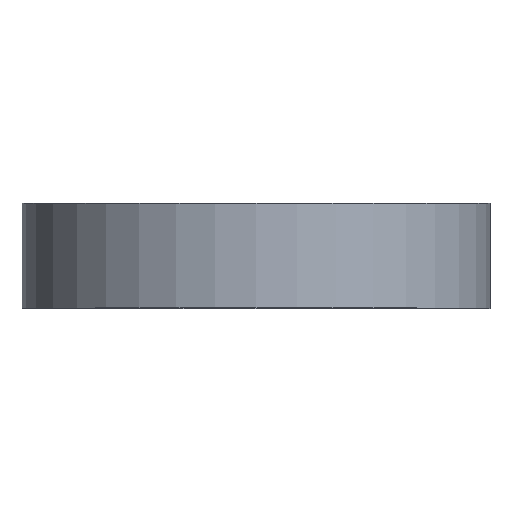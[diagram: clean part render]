
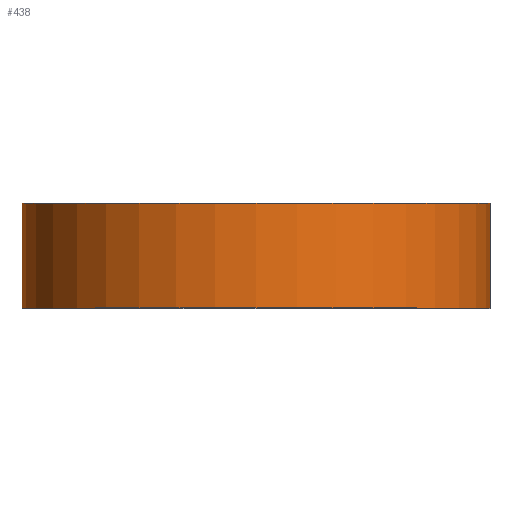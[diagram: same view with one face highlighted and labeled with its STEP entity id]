
A CAD part, top view. The second image highlights one B-rep face of the part: STEP entity #438.
In plain terms, the highlighted cylindrical face has radius 49.632 mm (diameter 99.263 mm), a partial arc.
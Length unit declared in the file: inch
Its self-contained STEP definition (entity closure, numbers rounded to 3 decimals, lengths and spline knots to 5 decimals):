
#13 = ORIENTED_EDGE ( 'NONE', *, *, #319, .T. ) ;
#27 = VERTEX_POINT ( 'NONE', #440 ) ;
#33 = AXIS2_PLACEMENT_3D ( 'NONE', #64, #116, #716 ) ;
#48 = ORIENTED_EDGE ( 'NONE', *, *, #602, .F. ) ;
#64 = CARTESIAN_POINT ( 'NONE',  ( 0., 0.4375, 0. ) ) ;
#78 = DIRECTION ( 'NONE',  ( 0., 1., 0. ) ) ;
#116 = DIRECTION ( 'NONE',  ( 0., 1., 0. ) ) ;
#131 = CYLINDRICAL_SURFACE ( 'NONE', #661, 1.954 ) ;
#157 = DIRECTION ( 'NONE',  ( 1., 0., 0. ) ) ;
#160 = VECTOR ( 'NONE', #601, 39.37008 ) ;
#162 = LINE ( 'NONE', #614, #160 ) ;
#165 = CARTESIAN_POINT ( 'NONE',  ( 1.954, 0.4375, 0. ) ) ;
#169 = FACE_OUTER_BOUND ( 'NONE', #693, .T. ) ;
#219 = CARTESIAN_POINT ( 'NONE',  ( 0., -0.4375, -1.954 ) ) ;
#223 = AXIS2_PLACEMENT_3D ( 'NONE', #624, #78, #157 ) ;
#227 = CIRCLE ( 'NONE', #223, 1.954 ) ;
#236 = CARTESIAN_POINT ( 'NONE',  ( 1.954, 0.4375, 0. ) ) ;
#309 = CARTESIAN_POINT ( 'NONE',  ( 0., 0.4375, -1.954 ) ) ;
#319 = EDGE_CURVE ( 'NONE', #366, #27, #227, .T. ) ;
#361 = VERTEX_POINT ( 'NONE', #236 ) ;
#366 = VERTEX_POINT ( 'NONE', #219 ) ;
#435 = EDGE_CURVE ( 'NONE', #542, #366, #162, .T. ) ;
#438 = ADVANCED_FACE ( 'NONE', ( #169 ), #131, .T. ) ;
#440 = CARTESIAN_POINT ( 'NONE',  ( 1.954, -0.4375, 0. ) ) ;
#479 = ORIENTED_EDGE ( 'NONE', *, *, #596, .F. ) ;
#542 = VERTEX_POINT ( 'NONE', #309 ) ;
#567 = DIRECTION ( 'NONE',  ( 0., -1., 0. ) ) ;
#594 = ORIENTED_EDGE ( 'NONE', *, *, #435, .T. ) ;
#596 = EDGE_CURVE ( 'NONE', #542, #361, #695, .T. ) ;
#601 = DIRECTION ( 'NONE',  ( 0., -1., 0. ) ) ;
#602 = EDGE_CURVE ( 'NONE', #361, #27, #686, .T. ) ;
#614 = CARTESIAN_POINT ( 'NONE',  ( 0., 0.4375, -1.954 ) ) ;
#624 = CARTESIAN_POINT ( 'NONE',  ( 0., -0.4375, 0. ) ) ;
#629 = DIRECTION ( 'NONE',  ( 0., 0., -1. ) ) ;
#641 = CARTESIAN_POINT ( 'NONE',  ( 0., 0.4375, 0. ) ) ;
#661 = AXIS2_PLACEMENT_3D ( 'NONE', #641, #567, #629 ) ;
#685 = VECTOR ( 'NONE', #711, 39.37008 ) ;
#686 = LINE ( 'NONE', #165, #685 ) ;
#693 = EDGE_LOOP ( 'NONE', ( #13, #48, #479, #594 ) ) ;
#695 = CIRCLE ( 'NONE', #33, 1.954 ) ;
#711 = DIRECTION ( 'NONE',  ( 0., -1., 0. ) ) ;
#716 = DIRECTION ( 'NONE',  ( 1., 0., 0. ) ) ;
